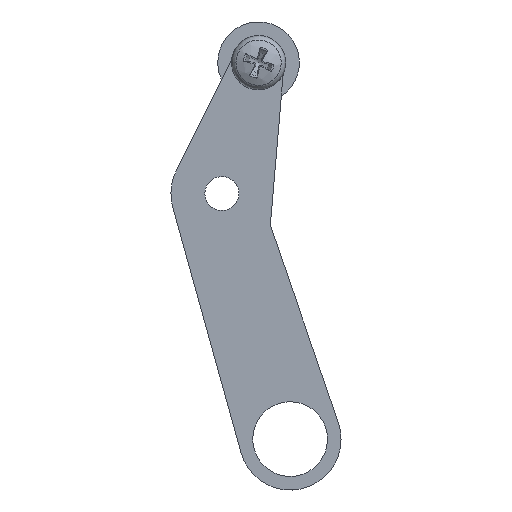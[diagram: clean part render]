
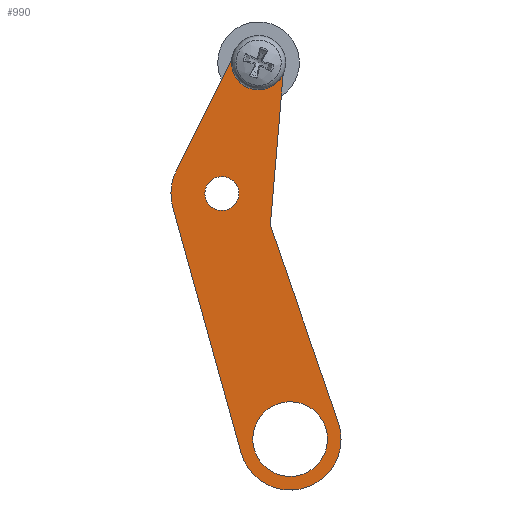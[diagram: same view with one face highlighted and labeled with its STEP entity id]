
A CAD part, left-side view. The second image highlights one B-rep face of the part: STEP entity #990.
In plain terms, the highlighted planar face has unit normal (-1, 0, 0).
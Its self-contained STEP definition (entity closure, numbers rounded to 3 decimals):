
#112=FACE_BOUND('',#223,.T.);
#113=FACE_BOUND('',#224,.T.);
#114=FACE_BOUND('',#225,.T.);
#126=PLANE('',#1145);
#159=FACE_OUTER_BOUND('',#222,.T.);
#222=EDGE_LOOP('',(#727,#728,#729,#730,#731,#732,#733,#734));
#223=EDGE_LOOP('',(#735));
#224=EDGE_LOOP('',(#736));
#225=EDGE_LOOP('',(#737));
#284=LINE('',#1572,#330);
#288=LINE('',#1584,#334);
#292=LINE('',#1596,#338);
#296=LINE('',#1607,#342);
#330=VECTOR('',#1278,10.);
#334=VECTOR('',#1290,10.);
#338=VECTOR('',#1302,10.);
#342=VECTOR('',#1314,10.);
#371=CIRCLE('',#1120,11.);
#373=CIRCLE('',#1123,5.);
#375=CIRCLE('',#1126,5.);
#377=CIRCLE('',#1129,15.);
#379=CIRCLE('',#1133,2.);
#381=CIRCLE('',#1137,7.5);
#383=CIRCLE('',#1141,15.);
#428=VERTEX_POINT('',#1544);
#430=VERTEX_POINT('',#1550);
#432=VERTEX_POINT('',#1556);
#434=VERTEX_POINT('',#1562);
#435=VERTEX_POINT('',#1563);
#438=VERTEX_POINT('',#1571);
#440=VERTEX_POINT('',#1577);
#442=VERTEX_POINT('',#1583);
#444=VERTEX_POINT('',#1589);
#446=VERTEX_POINT('',#1595);
#448=VERTEX_POINT('',#1601);
#525=EDGE_CURVE('',#428,#428,#371,.T.);
#528=EDGE_CURVE('',#430,#430,#373,.T.);
#531=EDGE_CURVE('',#432,#432,#375,.T.);
#534=EDGE_CURVE('',#434,#435,#377,.T.);
#538=EDGE_CURVE('',#438,#434,#284,.T.);
#541=EDGE_CURVE('',#440,#438,#379,.T.);
#544=EDGE_CURVE('',#442,#440,#288,.T.);
#547=EDGE_CURVE('',#444,#442,#381,.T.);
#550=EDGE_CURVE('',#446,#444,#292,.T.);
#553=EDGE_CURVE('',#448,#446,#383,.T.);
#556=EDGE_CURVE('',#435,#448,#296,.T.);
#727=ORIENTED_EDGE('',*,*,#556,.F.);
#728=ORIENTED_EDGE('',*,*,#534,.F.);
#729=ORIENTED_EDGE('',*,*,#538,.F.);
#730=ORIENTED_EDGE('',*,*,#541,.F.);
#731=ORIENTED_EDGE('',*,*,#544,.F.);
#732=ORIENTED_EDGE('',*,*,#547,.F.);
#733=ORIENTED_EDGE('',*,*,#550,.F.);
#734=ORIENTED_EDGE('',*,*,#553,.F.);
#735=ORIENTED_EDGE('',*,*,#531,.F.);
#736=ORIENTED_EDGE('',*,*,#528,.F.);
#737=ORIENTED_EDGE('',*,*,#525,.F.);
#990=ADVANCED_FACE('',(#159,#112,#113,#114),#126,.F.);
#1120=AXIS2_PLACEMENT_3D('',#1545,#1249,#1250);
#1123=AXIS2_PLACEMENT_3D('',#1551,#1256,#1257);
#1126=AXIS2_PLACEMENT_3D('',#1557,#1263,#1264);
#1129=AXIS2_PLACEMENT_3D('',#1564,#1270,#1271);
#1133=AXIS2_PLACEMENT_3D('',#1578,#1283,#1284);
#1137=AXIS2_PLACEMENT_3D('',#1590,#1295,#1296);
#1141=AXIS2_PLACEMENT_3D('',#1602,#1307,#1308);
#1145=AXIS2_PLACEMENT_3D('',#1610,#1318,#1319);
#1249=DIRECTION('center_axis',(-1.,0.,0.));
#1250=DIRECTION('ref_axis',(0.,-1.,0.));
#1256=DIRECTION('center_axis',(-1.,0.,0.));
#1257=DIRECTION('ref_axis',(0.,-1.,0.));
#1263=DIRECTION('center_axis',(-1.,0.,0.));
#1264=DIRECTION('ref_axis',(0.,-1.,0.));
#1270=DIRECTION('center_axis',(1.,0.,0.));
#1271=DIRECTION('ref_axis',(0.,-1.,0.018));
#1278=DIRECTION('',(0.,-0.018,-1.));
#1283=DIRECTION('center_axis',(-1.,0.,0.));
#1284=DIRECTION('ref_axis',(0.,-1.,0.018));
#1290=DIRECTION('',(0.,0.388,-0.922));
#1295=DIRECTION('center_axis',(1.,0.,0.));
#1296=DIRECTION('ref_axis',(0.,0.714,0.7));
#1302=DIRECTION('',(0.,-0.7,0.714));
#1307=DIRECTION('center_axis',(1.,0.,0.));
#1308=DIRECTION('ref_axis',(0.,0.999,0.043));
#1314=DIRECTION('',(0.,-0.043,0.999));
#1318=DIRECTION('center_axis',(1.,0.,0.));
#1319=DIRECTION('ref_axis',(0.,0.,-1.));
#1544=CARTESIAN_POINT('',(0.,14.196,-74.932));
#1545=CARTESIAN_POINT('Origin',(0.,3.196,-74.932));
#1550=CARTESIAN_POINT('',(0.,-17.151,33.307));
#1551=CARTESIAN_POINT('Origin',(0.,-22.151,33.307));
#1556=CARTESIAN_POINT('',(0.,5.,0.));
#1557=CARTESIAN_POINT('Origin',(0.,0.,0.));
#1562=CARTESIAN_POINT('',(0.,-11.802,-74.662));
#1563=CARTESIAN_POINT('',(0.,18.182,-74.293));
#1564=CARTESIAN_POINT('Origin',(0.,3.196,-74.932));
#1571=CARTESIAN_POINT('',(0.,-10.704,-13.677));
#1572=CARTESIAN_POINT('',(0.,-10.704,-13.677));
#1577=CARTESIAN_POINT('',(0.,-10.86,-12.866));
#1578=CARTESIAN_POINT('Origin',(0.,-12.704,-13.641));
#1583=CARTESIAN_POINT('',(0.,-29.064,30.398));
#1584=CARTESIAN_POINT('',(0.,-29.064,30.398));
#1589=CARTESIAN_POINT('',(0.,-16.795,38.557));
#1590=CARTESIAN_POINT('Origin',(0.,-22.151,33.307));
#1595=CARTESIAN_POINT('',(0.,10.711,10.501));
#1596=CARTESIAN_POINT('',(0.,10.711,10.501));
#1601=CARTESIAN_POINT('',(0.,14.986,0.639));
#1602=CARTESIAN_POINT('Origin',(0.,0.,0.));
#1607=CARTESIAN_POINT('',(0.,18.182,-74.293));
#1610=CARTESIAN_POINT('Origin',(0.,-5.728,-24.563));
